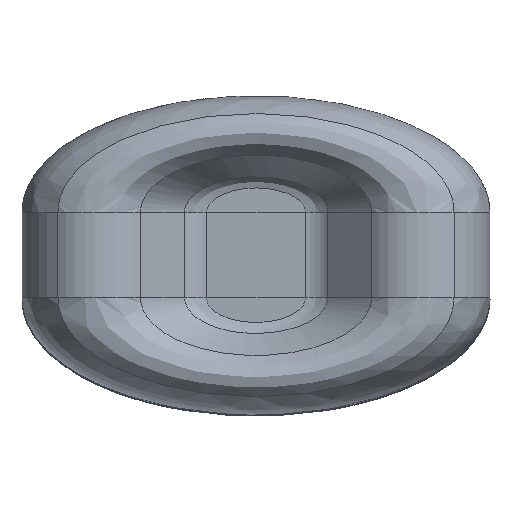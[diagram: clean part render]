
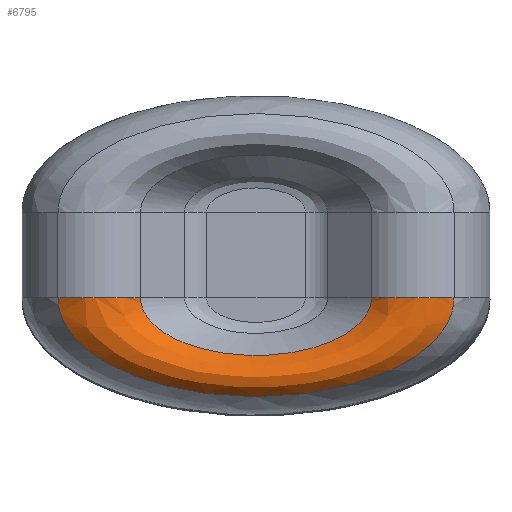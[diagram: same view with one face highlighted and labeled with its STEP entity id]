
A CAD part, top view. The second image highlights one B-rep face of the part: STEP entity #6795.
In plain terms, the highlighted free-form (B-spline) face has degree [2, 2] with [9, 9] control points.
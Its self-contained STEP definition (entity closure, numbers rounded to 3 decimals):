
#350=ELLIPSE('',#7575,69.831,34.916);
#351=ELLIPSE('',#7576,40.721,20.36);
#420=(
BOUNDED_SURFACE()
B_SPLINE_SURFACE(2,2,((#16366,#16367,#16368,#16369,#16370,#16371,#16372,
#16373,#16374),(#16375,#16376,#16377,#16378,#16379,#16380,#16381,#16382,
#16383),(#16384,#16385,#16386,#16387,#16388,#16389,#16390,#16391,#16392),
(#16393,#16394,#16395,#16396,#16397,#16398,#16399,#16400,#16401),(#16402,
#16403,#16404,#16405,#16406,#16407,#16408,#16409,#16410),(#16411,#16412,
#16413,#16414,#16415,#16416,#16417,#16418,#16419),(#16420,#16421,#16422,
#16423,#16424,#16425,#16426,#16427,#16428),(#16429,#16430,#16431,#16432,
#16433,#16434,#16435,#16436,#16437),(#16438,#16439,#16440,#16441,#16442,
#16443,#16444,#16445,#16446)),.UNSPECIFIED.,.T.,.T.,.F.)
B_SPLINE_SURFACE_WITH_KNOTS((3,2,2,2,3),(3,2,2,2,3),(-3.142,
-1.571,0.,1.571,3.142),(0.,1.571,
3.142,4.712,6.283),.UNSPECIFIED.)
GEOMETRIC_REPRESENTATION_ITEM()
RATIONAL_B_SPLINE_SURFACE(((1.,0.707,1.,0.707,1.,
0.707,1.,0.707,1.),(0.707,0.5,0.707,
0.5,0.707,0.5,0.707,0.5,0.707),(1.,
0.707,1.,0.707,1.,0.707,1.,0.707,
1.),(0.707,0.5,0.707,0.5,
0.707,0.5,0.707,0.5,
0.707),(1.,0.707,1.,0.707,1.,0.707,
1.,0.707,1.),(0.707,0.5,0.707,0.5,0.707,
0.5,0.707,0.5,0.707),(1.,0.707,1.,0.707,
1.,0.707,1.,0.707,1.),(0.707,0.5,
0.707,0.5,0.707,0.5,
0.707,0.5,0.707),(1.,0.707,
1.,0.707,1.,0.707,1.,0.707,1.)))
REPRESENTATION_ITEM('')
SURFACE()
);
#693=CIRCLE('',#7468,22.);
#696=CIRCLE('',#7471,22.);
#1100=FACE_OUTER_BOUND('',#1477,.T.);
#1477=EDGE_LOOP('',(#5976,#5977,#5978,#5979));
#3134=VERTEX_POINT('',#13842);
#3135=VERTEX_POINT('',#13844);
#3140=VERTEX_POINT('',#13854);
#3141=VERTEX_POINT('',#13856);
#4010=EDGE_CURVE('',#3134,#3135,#693,.T.);
#4016=EDGE_CURVE('',#3140,#3141,#696,.T.);
#4165=EDGE_CURVE('',#3134,#3141,#350,.T.);
#4166=EDGE_CURVE('',#3135,#3140,#351,.T.);
#5976=ORIENTED_EDGE('',*,*,#4010,.F.);
#5977=ORIENTED_EDGE('',*,*,#4165,.T.);
#5978=ORIENTED_EDGE('',*,*,#4016,.F.);
#5979=ORIENTED_EDGE('',*,*,#4166,.F.);
#6795=ADVANCED_FACE('',(#1100),#420,.F.);
#7468=AXIS2_PLACEMENT_3D('',#13845,#9081,#9082);
#7471=AXIS2_PLACEMENT_3D('',#13857,#9090,#9091);
#7575=AXIS2_PLACEMENT_3D('',#16365,#9335,#9336);
#7576=AXIS2_PLACEMENT_3D('',#16447,#9337,#9338);
#9081=DIRECTION('center_axis',(0.,1.,0.));
#9082=DIRECTION('ref_axis',(0.616,0.,-0.788));
#9090=DIRECTION('center_axis',(0.,1.,0.));
#9091=DIRECTION('ref_axis',(-0.616,0.,-0.788));
#9335=DIRECTION('center_axis',(0.,0.,
-1.));
#9336=DIRECTION('ref_axis',(1.,0.,0.));
#9337=DIRECTION('center_axis',(0.,0.,
-1.));
#9338=DIRECTION('ref_axis',(1.,0.,0.));
#13842=CARTESIAN_POINT('',(144.831,-30.,-307.993));
#13844=CARTESIAN_POINT('',(115.721,-30.,-306.221));
#13845=CARTESIAN_POINT('Origin',(131.277,-30.,-290.664));
#13854=CARTESIAN_POINT('',(34.279,-30.,-306.221));
#13856=CARTESIAN_POINT('',(5.169,-30.,-307.993));
#13857=CARTESIAN_POINT('Origin',(18.723,-30.,-290.664));
#16365=CARTESIAN_POINT('Origin',(75.,-30.,-307.993));
#16366=CARTESIAN_POINT('Ctrl Pts',(109.277,-30.,-290.664));
#16367=CARTESIAN_POINT('Ctrl Pts',(109.277,-47.139,-290.664));
#16368=CARTESIAN_POINT('Ctrl Pts',(75.,-47.139,-290.664));
#16369=CARTESIAN_POINT('Ctrl Pts',(40.723,-47.139,-290.664));
#16370=CARTESIAN_POINT('Ctrl Pts',(40.723,-30.,-290.664));
#16371=CARTESIAN_POINT('Ctrl Pts',(40.723,-12.861,-290.664));
#16372=CARTESIAN_POINT('Ctrl Pts',(75.,-12.861,-290.664));
#16373=CARTESIAN_POINT('Ctrl Pts',(109.277,-12.861,-290.664));
#16374=CARTESIAN_POINT('Ctrl Pts',(109.277,-30.,-290.664));
#16375=CARTESIAN_POINT('Ctrl Pts',(109.277,-30.,-268.664));
#16376=CARTESIAN_POINT('Ctrl Pts',(109.277,-47.139,-268.664));
#16377=CARTESIAN_POINT('Ctrl Pts',(75.,-47.139,-268.664));
#16378=CARTESIAN_POINT('Ctrl Pts',(40.723,-47.139,-268.664));
#16379=CARTESIAN_POINT('Ctrl Pts',(40.723,-30.,-268.664));
#16380=CARTESIAN_POINT('Ctrl Pts',(40.723,-12.861,-268.664));
#16381=CARTESIAN_POINT('Ctrl Pts',(75.,-12.861,-268.664));
#16382=CARTESIAN_POINT('Ctrl Pts',(109.277,-12.861,-268.664));
#16383=CARTESIAN_POINT('Ctrl Pts',(109.277,-30.,-268.664));
#16384=CARTESIAN_POINT('Ctrl Pts',(131.277,-30.,-268.664));
#16385=CARTESIAN_POINT('Ctrl Pts',(131.277,-58.139,-268.664));
#16386=CARTESIAN_POINT('Ctrl Pts',(75.,-58.139,-268.664));
#16387=CARTESIAN_POINT('Ctrl Pts',(18.723,-58.139,-268.664));
#16388=CARTESIAN_POINT('Ctrl Pts',(18.723,-30.,-268.664));
#16389=CARTESIAN_POINT('Ctrl Pts',(18.723,-1.861,-268.664));
#16390=CARTESIAN_POINT('Ctrl Pts',(75.,-1.861,-268.664));
#16391=CARTESIAN_POINT('Ctrl Pts',(131.277,-1.861,-268.664));
#16392=CARTESIAN_POINT('Ctrl Pts',(131.277,-30.,-268.664));
#16393=CARTESIAN_POINT('Ctrl Pts',(153.277,-30.,-268.664));
#16394=CARTESIAN_POINT('Ctrl Pts',(153.277,-69.139,-268.664));
#16395=CARTESIAN_POINT('Ctrl Pts',(75.,-69.139,-268.664));
#16396=CARTESIAN_POINT('Ctrl Pts',(-3.277,-69.139,-268.664));
#16397=CARTESIAN_POINT('Ctrl Pts',(-3.277,-30.,-268.664));
#16398=CARTESIAN_POINT('Ctrl Pts',(-3.277,9.139,-268.664));
#16399=CARTESIAN_POINT('Ctrl Pts',(75.,9.139,-268.664));
#16400=CARTESIAN_POINT('Ctrl Pts',(153.277,9.139,-268.664));
#16401=CARTESIAN_POINT('Ctrl Pts',(153.277,-30.,-268.664));
#16402=CARTESIAN_POINT('Ctrl Pts',(153.277,-30.,-290.664));
#16403=CARTESIAN_POINT('Ctrl Pts',(153.277,-69.139,-290.664));
#16404=CARTESIAN_POINT('Ctrl Pts',(75.,-69.139,-290.664));
#16405=CARTESIAN_POINT('Ctrl Pts',(-3.277,-69.139,
-290.664));
#16406=CARTESIAN_POINT('Ctrl Pts',(-3.277,-30.,-290.664));
#16407=CARTESIAN_POINT('Ctrl Pts',(-3.277,9.139,-290.664));
#16408=CARTESIAN_POINT('Ctrl Pts',(75.,9.139,-290.664));
#16409=CARTESIAN_POINT('Ctrl Pts',(153.277,9.139,-290.664));
#16410=CARTESIAN_POINT('Ctrl Pts',(153.277,-30.,-290.664));
#16411=CARTESIAN_POINT('Ctrl Pts',(153.277,-30.,-312.664));
#16412=CARTESIAN_POINT('Ctrl Pts',(153.277,-69.139,-312.664));
#16413=CARTESIAN_POINT('Ctrl Pts',(75.,-69.139,-312.664));
#16414=CARTESIAN_POINT('Ctrl Pts',(-3.277,-69.139,
-312.664));
#16415=CARTESIAN_POINT('Ctrl Pts',(-3.277,-30.,-312.664));
#16416=CARTESIAN_POINT('Ctrl Pts',(-3.277,9.139,-312.664));
#16417=CARTESIAN_POINT('Ctrl Pts',(75.,9.139,-312.664));
#16418=CARTESIAN_POINT('Ctrl Pts',(153.277,9.139,-312.664));
#16419=CARTESIAN_POINT('Ctrl Pts',(153.277,-30.,-312.664));
#16420=CARTESIAN_POINT('Ctrl Pts',(131.277,-30.,-312.664));
#16421=CARTESIAN_POINT('Ctrl Pts',(131.277,-58.139,-312.664));
#16422=CARTESIAN_POINT('Ctrl Pts',(75.,-58.139,-312.664));
#16423=CARTESIAN_POINT('Ctrl Pts',(18.723,-58.139,-312.664));
#16424=CARTESIAN_POINT('Ctrl Pts',(18.723,-30.,-312.664));
#16425=CARTESIAN_POINT('Ctrl Pts',(18.723,-1.861,-312.664));
#16426=CARTESIAN_POINT('Ctrl Pts',(75.,-1.861,-312.664));
#16427=CARTESIAN_POINT('Ctrl Pts',(131.277,-1.861,-312.664));
#16428=CARTESIAN_POINT('Ctrl Pts',(131.277,-30.,-312.664));
#16429=CARTESIAN_POINT('Ctrl Pts',(109.277,-30.,-312.664));
#16430=CARTESIAN_POINT('Ctrl Pts',(109.277,-47.139,-312.664));
#16431=CARTESIAN_POINT('Ctrl Pts',(75.,-47.139,-312.664));
#16432=CARTESIAN_POINT('Ctrl Pts',(40.723,-47.139,-312.664));
#16433=CARTESIAN_POINT('Ctrl Pts',(40.723,-30.,-312.664));
#16434=CARTESIAN_POINT('Ctrl Pts',(40.723,-12.861,-312.664));
#16435=CARTESIAN_POINT('Ctrl Pts',(75.,-12.861,-312.664));
#16436=CARTESIAN_POINT('Ctrl Pts',(109.277,-12.861,-312.664));
#16437=CARTESIAN_POINT('Ctrl Pts',(109.277,-30.,-312.664));
#16438=CARTESIAN_POINT('Ctrl Pts',(109.277,-30.,-290.664));
#16439=CARTESIAN_POINT('Ctrl Pts',(109.277,-47.139,-290.664));
#16440=CARTESIAN_POINT('Ctrl Pts',(75.,-47.139,-290.664));
#16441=CARTESIAN_POINT('Ctrl Pts',(40.723,-47.139,-290.664));
#16442=CARTESIAN_POINT('Ctrl Pts',(40.723,-30.,-290.664));
#16443=CARTESIAN_POINT('Ctrl Pts',(40.723,-12.861,-290.664));
#16444=CARTESIAN_POINT('Ctrl Pts',(75.,-12.861,-290.664));
#16445=CARTESIAN_POINT('Ctrl Pts',(109.277,-12.861,-290.664));
#16446=CARTESIAN_POINT('Ctrl Pts',(109.277,-30.,-290.664));
#16447=CARTESIAN_POINT('Origin',(75.,-30.,-306.221));
